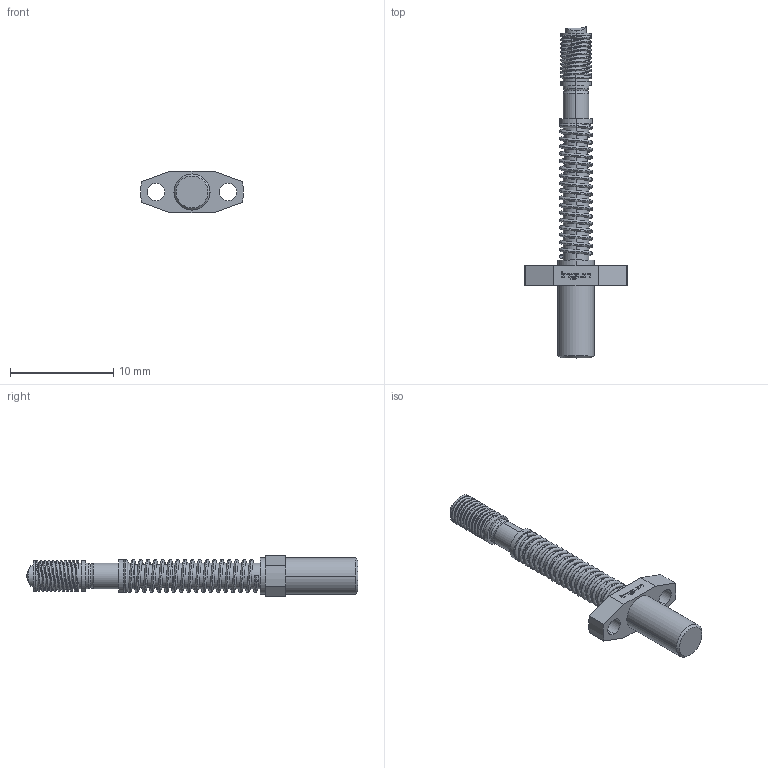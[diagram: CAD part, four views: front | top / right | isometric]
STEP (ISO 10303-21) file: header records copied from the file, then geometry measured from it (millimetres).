
FILE_DESCRIPTION (( 'STEP AP203' ), '1' );
FILE_NAME ('INGUN_HFS-837_201_030_A_xx78_F10.STEP', '2022-05-04T11:08:21', ( 'ochi' ), ( '' ), 'SwSTEP 2.0', 'SolidWorks 2018', '' );
FILE_SCHEMA (( 'CONFIG_CONTROL_DESIGN' ));
Length unit declared in the file: millimetre
Products named in the file (1): INGUN_HFS-837_201_030_A_xx78_F10
Bounding box: 9.98 x 32.2 x 4 mm (x, y, z)
Volume: 255.9 mm3; surface area: 654.7 mm2
Topology: 2 solids, 2 shells, 163 faces, 400 edges, 258 vertices
Faces by surface type: plane 76, cylinder 39, bspline 26, torus 18, cone 4
Entity records: 10698 total; most frequent: CARTESIAN_POINT 6945, ORIENTED_EDGE 796, DIRECTION 694, EDGE_CURVE 398, AXIS2_PLACEMENT_3D 261, VERTEX_POINT 258, EDGE_LOOP 192, VECTOR 172
